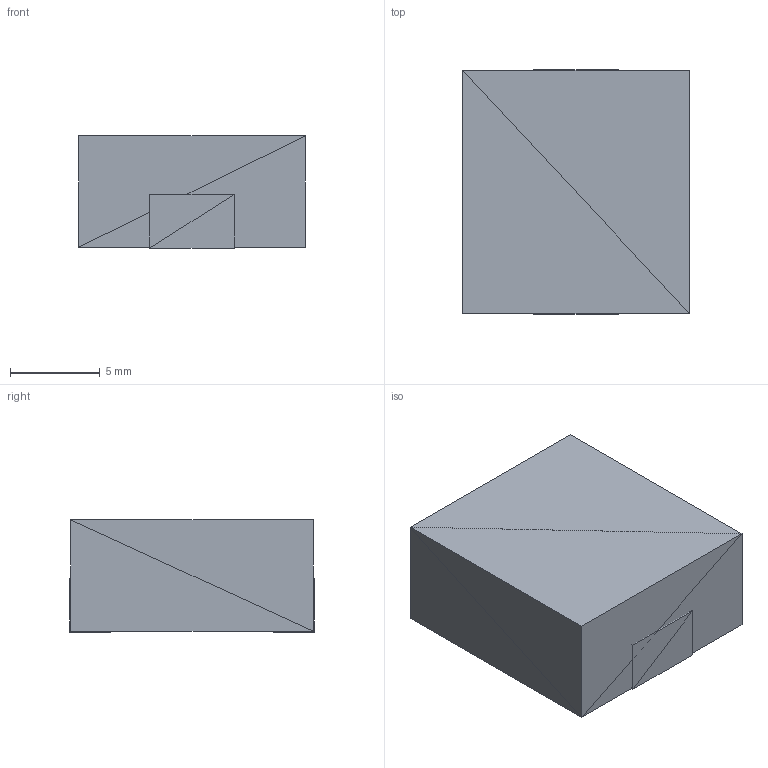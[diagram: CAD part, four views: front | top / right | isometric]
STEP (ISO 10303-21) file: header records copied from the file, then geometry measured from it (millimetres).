
FILE_DESCRIPTION(('FreeCAD Model'),'2;1');
FILE_NAME('AMDLA1306S.step', '2022-01-30T02:07:52',('Author'),(''), 'Open CASCADE STEP processor 7.3','FreeCAD','Unknown');
FILE_SCHEMA(('AUTOMOTIVE_DESIGN { 1 0 10303 214 1 1 1 1 }'));
Length unit declared in the file: millimetre
Products named in the file (3): Object_1001; Object_2001; Object_3001
Bounding box: 12.6 x 13.61 x 6.25 mm (x, y, z)
Surface area: 791.1 mm2 (no closed solid volume)
Topology: 0 solids, 3 shells, 36 faces, 54 edges, 24 vertices
Faces by surface type: plane 36
Entity records: 1490 total; most frequent: DIRECTION 236, CARTESIAN_POINT 223, LINE 162, VECTOR 162, ORIENTED_EDGE 108, PCURVE 108, DEFINITIONAL_REPRESENTATION 108, EDGE_CURVE 54
